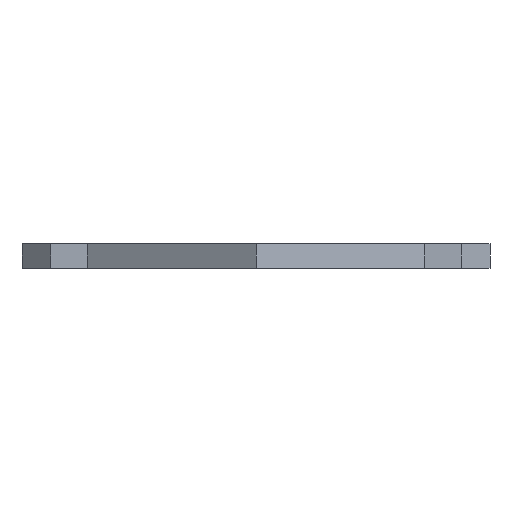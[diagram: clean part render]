
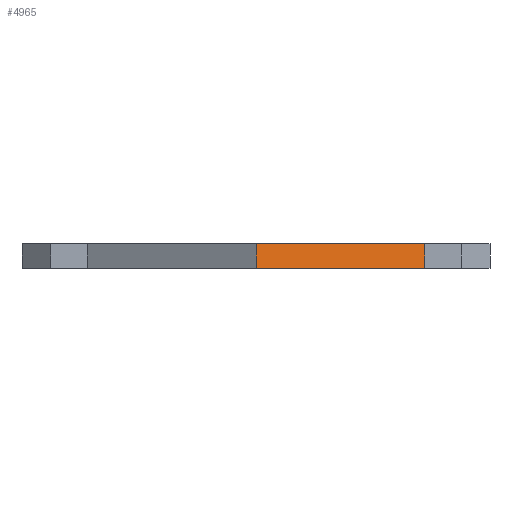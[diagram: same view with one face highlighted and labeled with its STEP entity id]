
A CAD part, front view. The second image highlights one B-rep face of the part: STEP entity #4965.
In plain terms, the highlighted planar face has unit normal (0.521, -0.853, 0).
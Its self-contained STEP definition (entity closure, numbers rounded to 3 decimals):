
#72 = PLANE('',#73);
#73 = AXIS2_PLACEMENT_3D('',#74,#75,#76);
#74 = CARTESIAN_POINT('',(0.,-13.042,2.));
#75 = DIRECTION('',(0.,0.,1.));
#76 = DIRECTION('',(1.,0.,0.));
#126 = PLANE('',#127);
#127 = AXIS2_PLACEMENT_3D('',#128,#129,#130);
#128 = CARTESIAN_POINT('',(0.,-13.042,0.));
#129 = DIRECTION('',(0.,0.,1.));
#130 = DIRECTION('',(1.,0.,-0.));
#4856 = PLANE('',#4857);
#4857 = AXIS2_PLACEMENT_3D('',#4858,#4859,#4860);
#4858 = CARTESIAN_POINT('',(14.,-87.95,0.));
#4859 = DIRECTION('',(-1.,0.,0.));
#4860 = DIRECTION('',(0.,1.,0.));
#4893 = EDGE_CURVE('',#4894,#4896,#4898,.T.);
#4894 = VERTEX_POINT('',#4895);
#4895 = CARTESIAN_POINT('',(14.,-87.95,0.));
#4896 = VERTEX_POINT('',#4897);
#4897 = CARTESIAN_POINT('',(14.,-87.95,2.));
#4898 = SURFACE_CURVE('',#4899,(#4903,#4910),.PCURVE_S1.);
#4899 = LINE('',#4900,#4901);
#4900 = CARTESIAN_POINT('',(14.,-87.95,0.));
#4901 = VECTOR('',#4902,1.);
#4902 = DIRECTION('',(0.,0.,1.));
#4903 = PCURVE('',#4856,#4904);
#4904 = DEFINITIONAL_REPRESENTATION('',(#4905),#4909);
#4905 = LINE('',#4906,#4907);
#4906 = CARTESIAN_POINT('',(0.,0.));
#4907 = VECTOR('',#4908,1.);
#4908 = DIRECTION('',(0.,-1.));
#4909 = ( GEOMETRIC_REPRESENTATION_CONTEXT(2) 
PARAMETRIC_REPRESENTATION_CONTEXT() REPRESENTATION_CONTEXT('2D SPACE',''
  ) );
#4910 = PCURVE('',#4911,#4916);
#4911 = PLANE('',#4912);
#4912 = AXIS2_PLACEMENT_3D('',#4913,#4914,#4915);
#4913 = CARTESIAN_POINT('',(0.,-96.5,0.));
#4914 = DIRECTION('',(-0.521,0.853,0.));
#4915 = DIRECTION('',(0.853,0.521,0.));
#4916 = DEFINITIONAL_REPRESENTATION('',(#4917),#4921);
#4917 = LINE('',#4918,#4919);
#4918 = CARTESIAN_POINT('',(16.404,0.));
#4919 = VECTOR('',#4920,1.);
#4920 = DIRECTION('',(0.,-1.));
#4921 = ( GEOMETRIC_REPRESENTATION_CONTEXT(2) 
PARAMETRIC_REPRESENTATION_CONTEXT() REPRESENTATION_CONTEXT('2D SPACE',''
  ) );
#4965 = ADVANCED_FACE('',(#4966),#4911,.F.);
#4966 = FACE_BOUND('',#4967,.F.);
#4967 = EDGE_LOOP('',(#4968,#4998,#5019,#5020));
#4968 = ORIENTED_EDGE('',*,*,#4969,.T.);
#4969 = EDGE_CURVE('',#4970,#4972,#4974,.T.);
#4970 = VERTEX_POINT('',#4971);
#4971 = CARTESIAN_POINT('',(0.,-96.5,0.));
#4972 = VERTEX_POINT('',#4973);
#4973 = CARTESIAN_POINT('',(0.,-96.5,2.));
#4974 = SURFACE_CURVE('',#4975,(#4979,#4986),.PCURVE_S1.);
#4975 = LINE('',#4976,#4977);
#4976 = CARTESIAN_POINT('',(0.,-96.5,0.));
#4977 = VECTOR('',#4978,1.);
#4978 = DIRECTION('',(0.,0.,1.));
#4979 = PCURVE('',#4911,#4980);
#4980 = DEFINITIONAL_REPRESENTATION('',(#4981),#4985);
#4981 = LINE('',#4982,#4983);
#4982 = CARTESIAN_POINT('',(0.,0.));
#4983 = VECTOR('',#4984,1.);
#4984 = DIRECTION('',(0.,-1.));
#4985 = ( GEOMETRIC_REPRESENTATION_CONTEXT(2) 
PARAMETRIC_REPRESENTATION_CONTEXT() REPRESENTATION_CONTEXT('2D SPACE',''
  ) );
#4986 = PCURVE('',#4987,#4992);
#4987 = PLANE('',#4988);
#4988 = AXIS2_PLACEMENT_3D('',#4989,#4990,#4991);
#4989 = CARTESIAN_POINT('',(-14.,-87.95,0.));
#4990 = DIRECTION('',(0.521,0.853,-0.));
#4991 = DIRECTION('',(0.853,-0.521,0.));
#4992 = DEFINITIONAL_REPRESENTATION('',(#4993),#4997);
#4993 = LINE('',#4994,#4995);
#4994 = CARTESIAN_POINT('',(16.404,0.));
#4995 = VECTOR('',#4996,1.);
#4996 = DIRECTION('',(0.,-1.));
#4997 = ( GEOMETRIC_REPRESENTATION_CONTEXT(2) 
PARAMETRIC_REPRESENTATION_CONTEXT() REPRESENTATION_CONTEXT('2D SPACE',''
  ) );
#4998 = ORIENTED_EDGE('',*,*,#4999,.T.);
#4999 = EDGE_CURVE('',#4972,#4896,#5000,.T.);
#5000 = SURFACE_CURVE('',#5001,(#5005,#5012),.PCURVE_S1.);
#5001 = LINE('',#5002,#5003);
#5002 = CARTESIAN_POINT('',(0.,-96.5,2.));
#5003 = VECTOR('',#5004,1.);
#5004 = DIRECTION('',(0.853,0.521,0.));
#5005 = PCURVE('',#4911,#5006);
#5006 = DEFINITIONAL_REPRESENTATION('',(#5007),#5011);
#5007 = LINE('',#5008,#5009);
#5008 = CARTESIAN_POINT('',(0.,-2.));
#5009 = VECTOR('',#5010,1.);
#5010 = DIRECTION('',(1.,0.));
#5011 = ( GEOMETRIC_REPRESENTATION_CONTEXT(2) 
PARAMETRIC_REPRESENTATION_CONTEXT() REPRESENTATION_CONTEXT('2D SPACE',''
  ) );
#5012 = PCURVE('',#72,#5013);
#5013 = DEFINITIONAL_REPRESENTATION('',(#5014),#5018);
#5014 = LINE('',#5015,#5016);
#5015 = CARTESIAN_POINT('',(0.,-83.458));
#5016 = VECTOR('',#5017,1.);
#5017 = DIRECTION('',(0.853,0.521));
#5018 = ( GEOMETRIC_REPRESENTATION_CONTEXT(2) 
PARAMETRIC_REPRESENTATION_CONTEXT() REPRESENTATION_CONTEXT('2D SPACE',''
  ) );
#5019 = ORIENTED_EDGE('',*,*,#4893,.F.);
#5020 = ORIENTED_EDGE('',*,*,#5021,.F.);
#5021 = EDGE_CURVE('',#4970,#4894,#5022,.T.);
#5022 = SURFACE_CURVE('',#5023,(#5027,#5034),.PCURVE_S1.);
#5023 = LINE('',#5024,#5025);
#5024 = CARTESIAN_POINT('',(0.,-96.5,0.));
#5025 = VECTOR('',#5026,1.);
#5026 = DIRECTION('',(0.853,0.521,0.));
#5027 = PCURVE('',#4911,#5028);
#5028 = DEFINITIONAL_REPRESENTATION('',(#5029),#5033);
#5029 = LINE('',#5030,#5031);
#5030 = CARTESIAN_POINT('',(0.,0.));
#5031 = VECTOR('',#5032,1.);
#5032 = DIRECTION('',(1.,0.));
#5033 = ( GEOMETRIC_REPRESENTATION_CONTEXT(2) 
PARAMETRIC_REPRESENTATION_CONTEXT() REPRESENTATION_CONTEXT('2D SPACE',''
  ) );
#5034 = PCURVE('',#126,#5035);
#5035 = DEFINITIONAL_REPRESENTATION('',(#5036),#5040);
#5036 = LINE('',#5037,#5038);
#5037 = CARTESIAN_POINT('',(0.,-83.458));
#5038 = VECTOR('',#5039,1.);
#5039 = DIRECTION('',(0.853,0.521));
#5040 = ( GEOMETRIC_REPRESENTATION_CONTEXT(2) 
PARAMETRIC_REPRESENTATION_CONTEXT() REPRESENTATION_CONTEXT('2D SPACE',''
  ) );
